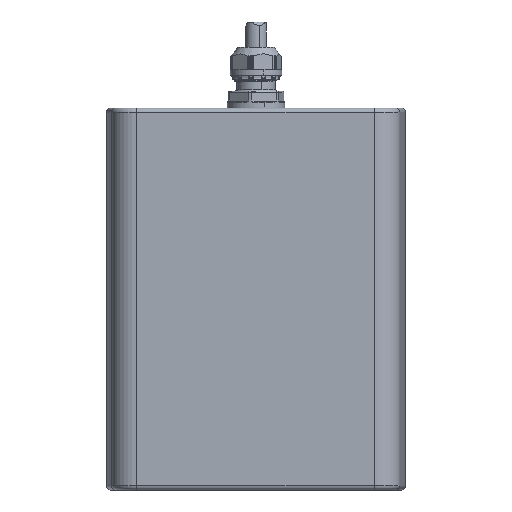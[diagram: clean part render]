
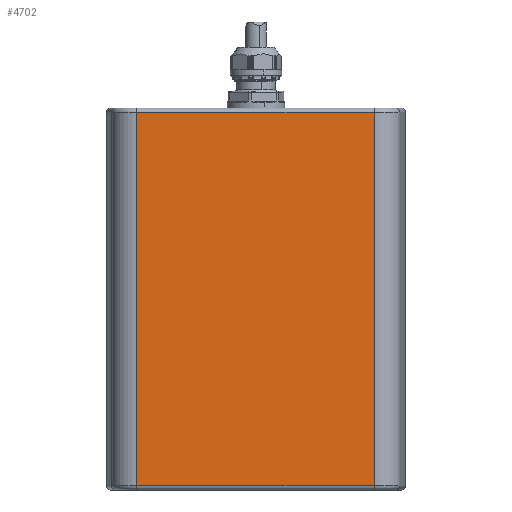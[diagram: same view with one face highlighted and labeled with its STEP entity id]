
A CAD part, front view. The second image highlights one B-rep face of the part: STEP entity #4702.
In plain terms, the highlighted planar face has unit normal (0, -1, 0).
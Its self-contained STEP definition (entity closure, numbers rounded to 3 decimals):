
#159 = VERTEX_POINT ( 'NONE', #6395 ) ;
#3434 = VECTOR ( 'NONE', #31824, 1000. ) ;
#3900 = ORIENTED_EDGE ( 'NONE', *, *, #32126, .T. ) ;
#4551 = LINE ( 'NONE', #4721, #6468 ) ;
#4570 = DIRECTION ( 'NONE',  ( 0., 0., -1. ) ) ;
#4702 = ADVANCED_FACE ( 'NONE', ( #19859 ), #9714, .F. ) ;
#4716 = CARTESIAN_POINT ( 'NONE',  ( 58.626, -83.717, -87.5 ) ) ;
#4721 = CARTESIAN_POINT ( 'NONE',  ( -52.65, -83.717, 87.5 ) ) ;
#6395 = CARTESIAN_POINT ( 'NONE',  ( -52.65, -83.717, 87.5 ) ) ;
#6468 = VECTOR ( 'NONE', #27773, 1000. ) ;
#7935 = CARTESIAN_POINT ( 'NONE',  ( -52.65, -83.717, 89.5 ) ) ;
#9249 = VECTOR ( 'NONE', #29443, 1000. ) ;
#9714 = PLANE ( 'NONE',  #26786 ) ;
#12331 = EDGE_LOOP ( 'NONE', ( #16438, #23877, #15542, #3900 ) ) ;
#12462 = DIRECTION ( 'NONE',  ( 0., 1., 0. ) ) ;
#12687 = VERTEX_POINT ( 'NONE', #4716 ) ;
#13155 = EDGE_CURVE ( 'NONE', #18018, #159, #4551, .T. ) ;
#13646 = LINE ( 'NONE', #14158, #9249 ) ;
#14158 = CARTESIAN_POINT ( 'NONE',  ( -52.65, -83.717, -87.5 ) ) ;
#14623 = CARTESIAN_POINT ( 'NONE',  ( 58.626, -83.717, 87.5 ) ) ;
#15542 = ORIENTED_EDGE ( 'NONE', *, *, #13155, .T. ) ;
#16438 = ORIENTED_EDGE ( 'NONE', *, *, #25340, .F. ) ;
#17354 = EDGE_CURVE ( 'NONE', #18018, #12687, #33277, .T. ) ;
#18018 = VERTEX_POINT ( 'NONE', #14623 ) ;
#19859 = FACE_OUTER_BOUND ( 'NONE', #12331, .T. ) ;
#22787 = CARTESIAN_POINT ( 'NONE',  ( -52.65, -83.717, -89.5 ) ) ;
#22959 = DIRECTION ( 'NONE',  ( 0., 0., -1. ) ) ;
#23877 = ORIENTED_EDGE ( 'NONE', *, *, #17354, .F. ) ;
#25340 = EDGE_CURVE ( 'NONE', #12687, #31837, #13646, .T. ) ;
#26053 = CARTESIAN_POINT ( 'NONE',  ( 58.626, -83.717, 89.5 ) ) ;
#26786 = AXIS2_PLACEMENT_3D ( 'NONE', #22787, #12462, #22959 ) ;
#27773 = DIRECTION ( 'NONE',  ( -1., 0., 0. ) ) ;
#29443 = DIRECTION ( 'NONE',  ( -1., 0., 0. ) ) ;
#30124 = CARTESIAN_POINT ( 'NONE',  ( -52.65, -83.717, -87.5 ) ) ;
#30802 = VECTOR ( 'NONE', #4570, 1000. ) ;
#31487 = LINE ( 'NONE', #7935, #3434 ) ;
#31824 = DIRECTION ( 'NONE',  ( 0., 0., -1. ) ) ;
#31837 = VERTEX_POINT ( 'NONE', #30124 ) ;
#32126 = EDGE_CURVE ( 'NONE', #159, #31837, #31487, .T. ) ;
#33277 = LINE ( 'NONE', #26053, #30802 ) ;
